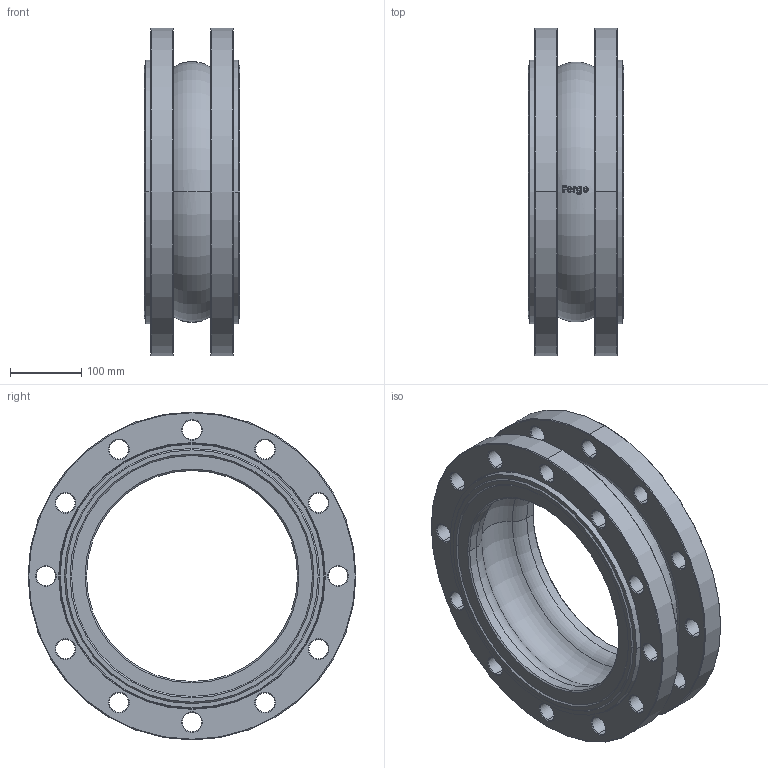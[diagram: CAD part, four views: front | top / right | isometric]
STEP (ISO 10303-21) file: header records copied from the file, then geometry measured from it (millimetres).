
FILE_DESCRIPTION (( 'STEP AP214' ), '1' );
FILE_NAME ('OG130-Gummi-Kompensator-DN300-PN-10-16-Fergo.STEP', '2022-09-09T09:24:12', ( '' ), ( '' ), 'SwSTEP 2.0', 'SolidWorks 2022', '' );
FILE_SCHEMA (( 'AUTOMOTIVE_DESIGN' ));
Length unit declared in the file: millimetre
Products named in the file (1): OG130-Gummi-Kompensator-DN300-PN-10-16-Fergo
Bounding box: 134 x 460 x 460 mm (x, y, z)
Volume: 6836496.6 mm3; surface area: 1034233.1 mm2
Topology: 3 solids, 5 shells, 459 faces, 1102 edges, 684 vertices
Faces by surface type: bspline 174, cone 128, cylinder 76, torus 63, plane 18
Entity records: 46772 total; most frequent: CARTESIAN_POINT 34234, ORIENTED_EDGE 2204, DIRECTION 1528, EDGE_CURVE 1102, VERTEX_POINT 684, AXIS2_PLACEMENT_3D 662, EDGE_LOOP 548, B_SPLINE_CURVE_WITH_KNOTS 522
